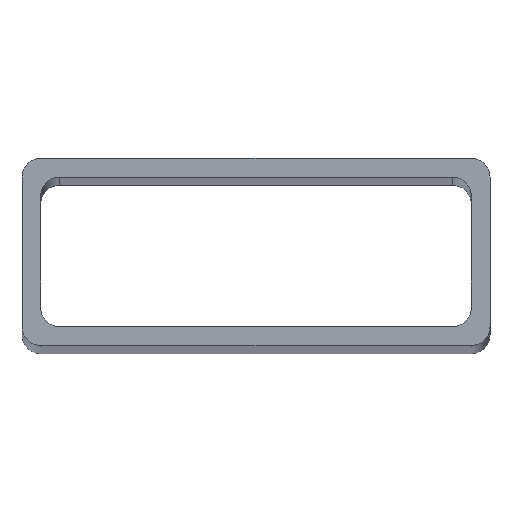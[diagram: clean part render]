
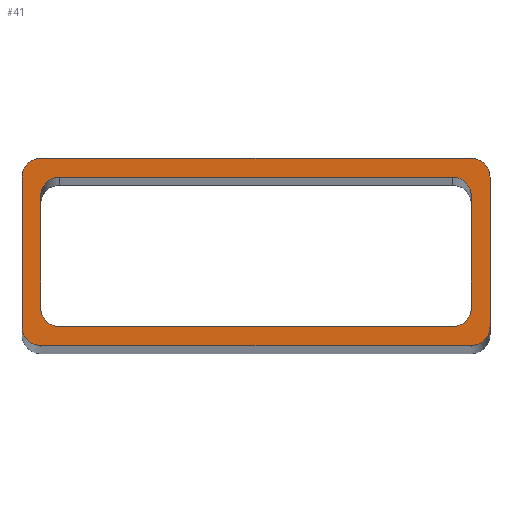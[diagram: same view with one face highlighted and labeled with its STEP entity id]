
A CAD part, top view. The second image highlights one B-rep face of the part: STEP entity #41.
In plain terms, the highlighted planar face has unit normal (0, 0, 1).
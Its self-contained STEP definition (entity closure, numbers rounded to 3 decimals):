
#5 = VECTOR ( 'NONE', #525, 1000. ) ;
#6 = CIRCLE ( 'NONE', #598, 2. ) ;
#8 = VERTEX_POINT ( 'NONE', #599 ) ;
#10 = CARTESIAN_POINT ( 'NONE',  ( 25., -8., 250. ) ) ;
#11 = FACE_BOUND ( 'NONE', #144, .T. ) ;
#13 = VERTEX_POINT ( 'NONE', #552 ) ;
#15 = DIRECTION ( 'NONE',  ( 0., -1., 0. ) ) ;
#17 = CIRCLE ( 'NONE', #276, 2. ) ;
#22 = EDGE_CURVE ( 'NONE', #507, #26, #255, .T. ) ;
#26 = VERTEX_POINT ( 'NONE', #400 ) ;
#27 = EDGE_CURVE ( 'NONE', #232, #62, #493, .T. ) ;
#29 = CARTESIAN_POINT ( 'NONE',  ( -25., -8., 250. ) ) ;
#41 = ADVANCED_FACE ( 'NONE', ( #604, #11 ), #140, .F. ) ;
#43 = VERTEX_POINT ( 'NONE', #89 ) ;
#44 = VERTEX_POINT ( 'NONE', #323 ) ;
#49 = CARTESIAN_POINT ( 'NONE',  ( -21., -6., 250. ) ) ;
#50 = CARTESIAN_POINT ( 'NONE',  ( 23., -8., 250. ) ) ;
#51 = EDGE_CURVE ( 'NONE', #8, #13, #555, .T. ) ;
#58 = CARTESIAN_POINT ( 'NONE',  ( 25., -8., 250. ) ) ;
#62 = VERTEX_POINT ( 'NONE', #566 ) ;
#63 = CARTESIAN_POINT ( 'NONE',  ( -21., -8., 250. ) ) ;
#64 = EDGE_CURVE ( 'NONE', #44, #533, #6, .T. ) ;
#68 = VERTEX_POINT ( 'NONE', #229 ) ;
#71 = CARTESIAN_POINT ( 'NONE',  ( -25., -8., 250. ) ) ;
#77 = ORIENTED_EDGE ( 'NONE', *, *, #354, .F. ) ;
#86 = VECTOR ( 'NONE', #439, 1000. ) ;
#89 = CARTESIAN_POINT ( 'NONE',  ( 23., 6., 250. ) ) ;
#94 = EDGE_CURVE ( 'NONE', #62, #284, #371, .T. ) ;
#106 = ORIENTED_EDGE ( 'NONE', *, *, #167, .T. ) ;
#110 = LINE ( 'NONE', #271, #86 ) ;
#116 = CARTESIAN_POINT ( 'NONE',  ( -23., 6., 250. ) ) ;
#128 = EDGE_CURVE ( 'NONE', #468, #507, #303, .T. ) ;
#135 = CARTESIAN_POINT ( 'NONE',  ( -23., -10., 250. ) ) ;
#137 = ORIENTED_EDGE ( 'NONE', *, *, #64, .F. ) ;
#140 = PLANE ( 'NONE',  #495 ) ;
#144 = EDGE_LOOP ( 'NONE', ( #480, #184, #137, #379, #256, #77, #426, #594 ) ) ;
#145 = DIRECTION ( 'NONE',  ( 0., 0., 1. ) ) ;
#155 = DIRECTION ( 'NONE',  ( 0., 0., 1. ) ) ;
#158 = VERTEX_POINT ( 'NONE', #58 ) ;
#166 = DIRECTION ( 'NONE',  ( -1., 0., 0. ) ) ;
#167 = EDGE_CURVE ( 'NONE', #158, #68, #169, .T. ) ;
#169 = LINE ( 'NONE', #10, #463 ) ;
#173 = AXIS2_PLACEMENT_3D ( 'NONE', #553, #145, #572 ) ;
#181 = DIRECTION ( 'NONE',  ( 0., 0., 1. ) ) ;
#184 = ORIENTED_EDGE ( 'NONE', *, *, #542, .F. ) ;
#189 = DIRECTION ( 'NONE',  ( -1., 0., 0. ) ) ;
#202 = LINE ( 'NONE', #63, #363 ) ;
#213 = AXIS2_PLACEMENT_3D ( 'NONE', #385, #437, #527 ) ;
#217 = ORIENTED_EDGE ( 'NONE', *, *, #22, .T. ) ;
#218 = EDGE_LOOP ( 'NONE', ( #270, #548, #595, #434, #433, #217, #517, #106 ) ) ;
#220 = DIRECTION ( 'NONE',  ( -1., 0., 0. ) ) ;
#229 = CARTESIAN_POINT ( 'NONE',  ( 25., 8., 250. ) ) ;
#232 = VERTEX_POINT ( 'NONE', #478 ) ;
#242 = DIRECTION ( 'NONE',  ( 1., 0., 0. ) ) ;
#251 = EDGE_CURVE ( 'NONE', #26, #158, #283, .T. ) ;
#255 = LINE ( 'NONE', #272, #523 ) ;
#256 = ORIENTED_EDGE ( 'NONE', *, *, #578, .F. ) ;
#260 = VERTEX_POINT ( 'NONE', #422 ) ;
#261 = DIRECTION ( 'NONE',  ( 1., 0., 0. ) ) ;
#266 = CARTESIAN_POINT ( 'NONE',  ( -21., 6., 250. ) ) ;
#270 = ORIENTED_EDGE ( 'NONE', *, *, #479, .T. ) ;
#271 = CARTESIAN_POINT ( 'NONE',  ( 23., -6., 250. ) ) ;
#272 = CARTESIAN_POINT ( 'NONE',  ( -23., -10., 250. ) ) ;
#274 = DIRECTION ( 'NONE',  ( -1., 0., 0. ) ) ;
#276 = AXIS2_PLACEMENT_3D ( 'NONE', #49, #460, #282 ) ;
#282 = DIRECTION ( 'NONE',  ( -1., 0., 0. ) ) ;
#283 = CIRCLE ( 'NONE', #528, 2. ) ;
#284 = VERTEX_POINT ( 'NONE', #285 ) ;
#285 = CARTESIAN_POINT ( 'NONE',  ( -25., 8., 250. ) ) ;
#290 = VECTOR ( 'NONE', #328, 1000. ) ;
#303 = CIRCLE ( 'NONE', #173, 2. ) ;
#319 = DIRECTION ( 'NONE',  ( 1., 0., 0. ) ) ;
#323 = CARTESIAN_POINT ( 'NONE',  ( 21., -8., 250. ) ) ;
#328 = DIRECTION ( 'NONE',  ( -1., 0., 0. ) ) ;
#340 = DIRECTION ( 'NONE',  ( 1., 0., 0. ) ) ;
#354 = EDGE_CURVE ( 'NONE', #494, #585, #567, .T. ) ;
#359 = CARTESIAN_POINT ( 'NONE',  ( -23., 10., 250. ) ) ;
#363 = VECTOR ( 'NONE', #340, 1000. ) ;
#371 = CIRCLE ( 'NONE', #469, 2. ) ;
#373 = CARTESIAN_POINT ( 'NONE',  ( -23., -6., 250. ) ) ;
#374 = EDGE_CURVE ( 'NONE', #284, #468, #376, .T. ) ;
#376 = LINE ( 'NONE', #71, #601 ) ;
#379 = ORIENTED_EDGE ( 'NONE', *, *, #407, .F. ) ;
#385 = CARTESIAN_POINT ( 'NONE',  ( 21., 6., 250. ) ) ;
#397 = EDGE_CURVE ( 'NONE', #43, #8, #486, .T. ) ;
#399 = DIRECTION ( 'NONE',  ( 0., 0., 1. ) ) ;
#400 = CARTESIAN_POINT ( 'NONE',  ( 23., -10., 250. ) ) ;
#407 = EDGE_CURVE ( 'NONE', #260, #44, #202, .T. ) ;
#410 = VECTOR ( 'NONE', #461, 1000. ) ;
#416 = CARTESIAN_POINT ( 'NONE',  ( 21., -6., 250. ) ) ;
#422 = CARTESIAN_POINT ( 'NONE',  ( -21., -8., 250. ) ) ;
#426 = ORIENTED_EDGE ( 'NONE', *, *, #508, .F. ) ;
#429 = AXIS2_PLACEMENT_3D ( 'NONE', #266, #399, #220 ) ;
#433 = ORIENTED_EDGE ( 'NONE', *, *, #128, .T. ) ;
#434 = ORIENTED_EDGE ( 'NONE', *, *, #374, .T. ) ;
#437 = DIRECTION ( 'NONE',  ( 0., 0., 1. ) ) ;
#439 = DIRECTION ( 'NONE',  ( 0., 1., 0. ) ) ;
#458 = CARTESIAN_POINT ( 'NONE',  ( -23., 8., 250. ) ) ;
#459 = CARTESIAN_POINT ( 'NONE',  ( 23., 8., 250. ) ) ;
#460 = DIRECTION ( 'NONE',  ( 0., 0., 1. ) ) ;
#461 = DIRECTION ( 'NONE',  ( -1., 0., 0. ) ) ;
#463 = VECTOR ( 'NONE', #514, 1000. ) ;
#468 = VERTEX_POINT ( 'NONE', #29 ) ;
#469 = AXIS2_PLACEMENT_3D ( 'NONE', #458, #181, #274 ) ;
#478 = CARTESIAN_POINT ( 'NONE',  ( 23., 10., 250. ) ) ;
#479 = EDGE_CURVE ( 'NONE', #68, #232, #546, .T. ) ;
#480 = ORIENTED_EDGE ( 'NONE', *, *, #397, .F. ) ;
#486 = CIRCLE ( 'NONE', #213, 2. ) ;
#490 = CARTESIAN_POINT ( 'NONE',  ( 23., 8., 250. ) ) ;
#493 = LINE ( 'NONE', #359, #290 ) ;
#494 = VERTEX_POINT ( 'NONE', #116 ) ;
#495 = AXIS2_PLACEMENT_3D ( 'NONE', #459, #504, #189 ) ;
#502 = DIRECTION ( 'NONE',  ( 0., 0., 1. ) ) ;
#504 = DIRECTION ( 'NONE',  ( 0., 0., -1. ) ) ;
#507 = VERTEX_POINT ( 'NONE', #135 ) ;
#508 = EDGE_CURVE ( 'NONE', #13, #494, #575, .T. ) ;
#514 = DIRECTION ( 'NONE',  ( 0., 1., 0. ) ) ;
#517 = ORIENTED_EDGE ( 'NONE', *, *, #251, .T. ) ;
#523 = VECTOR ( 'NONE', #261, 1000. ) ;
#525 = DIRECTION ( 'NONE',  ( 0., -1., 0. ) ) ;
#527 = DIRECTION ( 'NONE',  ( -1., 0., 0. ) ) ;
#528 = AXIS2_PLACEMENT_3D ( 'NONE', #50, #155, #242 ) ;
#533 = VERTEX_POINT ( 'NONE', #607 ) ;
#542 = EDGE_CURVE ( 'NONE', #533, #43, #110, .T. ) ;
#546 = CIRCLE ( 'NONE', #563, 2. ) ;
#548 = ORIENTED_EDGE ( 'NONE', *, *, #27, .T. ) ;
#552 = CARTESIAN_POINT ( 'NONE',  ( -21., 8., 250. ) ) ;
#553 = CARTESIAN_POINT ( 'NONE',  ( -23., -8., 250. ) ) ;
#555 = LINE ( 'NONE', #561, #410 ) ;
#561 = CARTESIAN_POINT ( 'NONE',  ( -21., 8., 250. ) ) ;
#563 = AXIS2_PLACEMENT_3D ( 'NONE', #490, #602, #166 ) ;
#566 = CARTESIAN_POINT ( 'NONE',  ( -23., 10., 250. ) ) ;
#567 = LINE ( 'NONE', #580, #5 ) ;
#572 = DIRECTION ( 'NONE',  ( -1., 0., 0. ) ) ;
#575 = CIRCLE ( 'NONE', #429, 2. ) ;
#578 = EDGE_CURVE ( 'NONE', #585, #260, #17, .T. ) ;
#580 = CARTESIAN_POINT ( 'NONE',  ( -23., -6., 250. ) ) ;
#585 = VERTEX_POINT ( 'NONE', #373 ) ;
#594 = ORIENTED_EDGE ( 'NONE', *, *, #51, .F. ) ;
#595 = ORIENTED_EDGE ( 'NONE', *, *, #94, .T. ) ;
#598 = AXIS2_PLACEMENT_3D ( 'NONE', #416, #502, #319 ) ;
#599 = CARTESIAN_POINT ( 'NONE',  ( 21., 8., 250. ) ) ;
#601 = VECTOR ( 'NONE', #15, 1000. ) ;
#602 = DIRECTION ( 'NONE',  ( 0., 0., 1. ) ) ;
#604 = FACE_OUTER_BOUND ( 'NONE', #218, .T. ) ;
#607 = CARTESIAN_POINT ( 'NONE',  ( 23., -6., 250. ) ) ;
